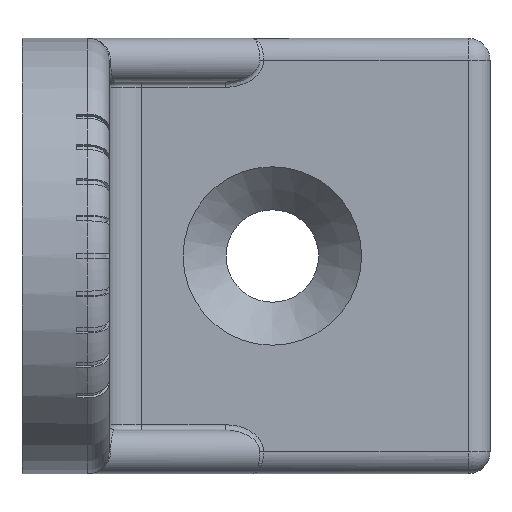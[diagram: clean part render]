
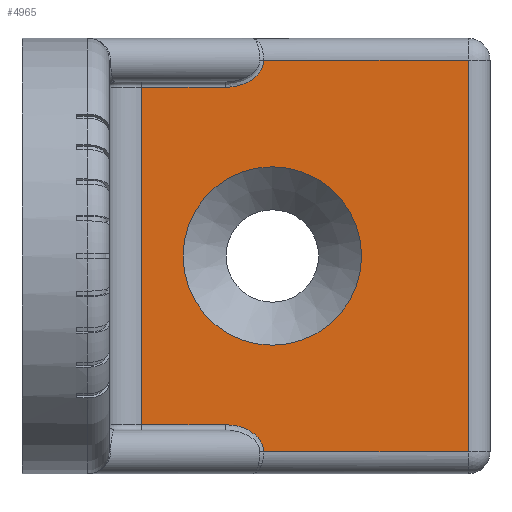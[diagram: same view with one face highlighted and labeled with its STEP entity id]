
A CAD part, left-side view. The second image highlights one B-rep face of the part: STEP entity #4965.
In plain terms, the highlighted planar face has unit normal (-1, 0, 0).
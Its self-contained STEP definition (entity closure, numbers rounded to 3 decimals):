
#57=B_SPLINE_CURVE_WITH_KNOTS('',3,(#8405,#8406,#8407,#8408,#8409,#8410,
#8411,#8412,#8413,#8414,#8415,#8416,#8417),.UNSPECIFIED.,.F.,.F.,(4,3,3,
3,4),(4.712,5.105,5.498,5.89,
6.283),.UNSPECIFIED.);
#121=(
BOUNDED_CURVE()
B_SPLINE_CURVE(3,(#8425,#8426,#8427,#8428,#8429,#8430,#8431,#8432,#8433,
#8434),.UNSPECIFIED.,.F.,.F.)
B_SPLINE_CURVE_WITH_KNOTS((4,2,2,2,4),(3.142,3.534,
3.927,4.32,4.712),.UNSPECIFIED.)
CURVE()
GEOMETRIC_REPRESENTATION_ITEM()
RATIONAL_B_SPLINE_CURVE((1.,1.,1.,1.,1.,1.,1.,1.,1.,1.))
REPRESENTATION_ITEM('')
);
#142=PLANE('',#5560);
#269=FACE_BOUND('',#1399,.T.);
#373=LINE('',#8403,#634);
#374=LINE('',#8419,#635);
#375=LINE('',#8421,#636);
#376=LINE('',#8423,#637);
#377=LINE('',#8436,#638);
#378=LINE('',#8437,#639);
#634=VECTOR('',#6740,7.672);
#635=VECTOR('',#6741,18.793);
#636=VECTOR('',#6742,36.);
#637=VECTOR('',#6743,18.793);
#638=VECTOR('',#6744,7.672);
#639=VECTOR('',#6745,31.);
#1034=FACE_OUTER_BOUND('',#1398,.T.);
#1398=EDGE_LOOP('',(#3598,#3599,#3600,#3601,#3602,#3603,#3604,#3605));
#1399=EDGE_LOOP('',(#3606));
#1763=CIRCLE('',#5383,8.2);
#2129=VERTEX_POINT('',#7905);
#2288=VERTEX_POINT('',#8401);
#2289=VERTEX_POINT('',#8402);
#2290=VERTEX_POINT('',#8404);
#2291=VERTEX_POINT('',#8418);
#2292=VERTEX_POINT('',#8420);
#2293=VERTEX_POINT('',#8422);
#2294=VERTEX_POINT('',#8424);
#2295=VERTEX_POINT('',#8435);
#2581=EDGE_CURVE('',#2129,#2129,#1763,.T.);
#2801=EDGE_CURVE('',#2288,#2289,#373,.T.);
#2802=EDGE_CURVE('',#2289,#2290,#57,.T.);
#2803=EDGE_CURVE('',#2290,#2291,#374,.T.);
#2804=EDGE_CURVE('',#2291,#2292,#375,.T.);
#2805=EDGE_CURVE('',#2292,#2293,#376,.T.);
#2806=EDGE_CURVE('',#2293,#2294,#121,.T.);
#2807=EDGE_CURVE('',#2294,#2295,#377,.T.);
#2808=EDGE_CURVE('',#2295,#2288,#378,.T.);
#3598=ORIENTED_EDGE('',*,*,#2801,.T.);
#3599=ORIENTED_EDGE('',*,*,#2802,.T.);
#3600=ORIENTED_EDGE('',*,*,#2803,.T.);
#3601=ORIENTED_EDGE('',*,*,#2804,.T.);
#3602=ORIENTED_EDGE('',*,*,#2805,.T.);
#3603=ORIENTED_EDGE('',*,*,#2806,.T.);
#3604=ORIENTED_EDGE('',*,*,#2807,.T.);
#3605=ORIENTED_EDGE('',*,*,#2808,.T.);
#3606=ORIENTED_EDGE('',*,*,#2581,.T.);
#4965=ADVANCED_FACE('',(#1034,#269),#142,.F.);
#5383=AXIS2_PLACEMENT_3D('',#7906,#6301,#6302);
#5560=AXIS2_PLACEMENT_3D('',#8400,#6738,#6739);
#6301=DIRECTION('center_axis',(1.,0.,0.));
#6302=DIRECTION('ref_axis',(0.,1.,0.));
#6738=DIRECTION('center_axis',(1.,0.,0.));
#6739=DIRECTION('ref_axis',(0.,1.,0.));
#6740=DIRECTION('',(0.,-1.,0.));
#6741=DIRECTION('',(0.,-1.,0.));
#6742=DIRECTION('',(0.,0.,1.));
#6743=DIRECTION('',(0.,1.,0.));
#6744=DIRECTION('',(0.,1.,0.));
#6745=DIRECTION('',(0.,0.,-1.));
#7905=CARTESIAN_POINT('',(-8.,-23.,8.2));
#7906=CARTESIAN_POINT('Origin',(-8.,-23.,0.));
#8400=CARTESIAN_POINT('Origin',(-8.,-43.,20.));
#8401=CARTESIAN_POINT('',(-8.,-11.,-15.5));
#8402=CARTESIAN_POINT('',(-8.,-18.672,-15.5));
#8403=CARTESIAN_POINT('',(-8.,-19.172,-15.5));
#8404=CARTESIAN_POINT('',(-8.,-22.207,-18.));
#8405=CARTESIAN_POINT('Ctrl Pts',(-8.,-18.672,-15.5));
#8406=CARTESIAN_POINT('Ctrl Pts',(-8.,-19.134,-15.5));
#8407=CARTESIAN_POINT('Ctrl Pts',(-8.,-19.597,-15.565));
#8408=CARTESIAN_POINT('Ctrl Pts',(-8.,-20.025,-15.69));
#8409=CARTESIAN_POINT('Ctrl Pts',(-8.,-20.452,-15.816));
#8410=CARTESIAN_POINT('Ctrl Pts',(-8.,-20.844,-16.001));
#8411=CARTESIAN_POINT('Ctrl Pts',(-8.,-21.172,-16.232));
#8412=CARTESIAN_POINT('Ctrl Pts',(-8.,-21.499,-16.464));
#8413=CARTESIAN_POINT('Ctrl Pts',(-8.,-21.761,-16.741));
#8414=CARTESIAN_POINT('Ctrl Pts',(-8.,-21.938,-17.043));
#8415=CARTESIAN_POINT('Ctrl Pts',(-8.,-22.115,-17.346));
#8416=CARTESIAN_POINT('Ctrl Pts',(-8.,-22.207,-17.673));
#8417=CARTESIAN_POINT('Ctrl Pts',(-8.,-22.207,-18.));
#8418=CARTESIAN_POINT('',(-8.,-41.,-18.));
#8419=CARTESIAN_POINT('',(-8.,-41.,-18.));
#8420=CARTESIAN_POINT('',(-8.,-41.,18.));
#8421=CARTESIAN_POINT('',(-8.,-41.,20.));
#8422=CARTESIAN_POINT('',(-8.,-22.207,18.));
#8423=CARTESIAN_POINT('',(-8.,-43.,18.));
#8424=CARTESIAN_POINT('',(-8.,-18.672,15.5));
#8425=CARTESIAN_POINT('Ctrl Pts',(-8.,-22.207,18.));
#8426=CARTESIAN_POINT('Ctrl Pts',(-8.,-22.207,17.673));
#8427=CARTESIAN_POINT('Ctrl Pts',(-8.,-22.115,17.346));
#8428=CARTESIAN_POINT('Ctrl Pts',(-8.,-21.761,16.741));
#8429=CARTESIAN_POINT('Ctrl Pts',(-8.,-21.499,16.464));
#8430=CARTESIAN_POINT('Ctrl Pts',(-8.,-20.844,16.001));
#8431=CARTESIAN_POINT('Ctrl Pts',(-8.,-20.452,15.816));
#8432=CARTESIAN_POINT('Ctrl Pts',(-8.,-19.597,15.565));
#8433=CARTESIAN_POINT('Ctrl Pts',(-8.,-19.134,15.5));
#8434=CARTESIAN_POINT('Ctrl Pts',(-8.,-18.672,15.5));
#8435=CARTESIAN_POINT('',(-8.,-11.,15.5));
#8436=CARTESIAN_POINT('',(-8.,-11.,15.5));
#8437=CARTESIAN_POINT('',(-8.,-11.,-16.));
